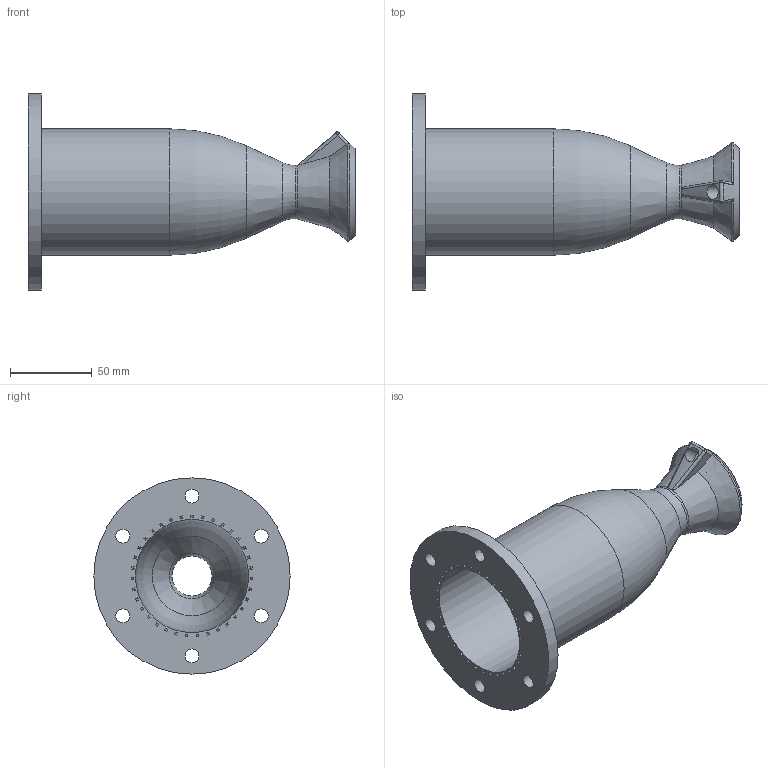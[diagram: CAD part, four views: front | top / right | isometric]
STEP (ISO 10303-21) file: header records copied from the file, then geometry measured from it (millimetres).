
FILE_DESCRIPTION(/* description */ ('STEP AP242','CAx-IF Rec.Pracs.---Representation and Presentation of Product Manufacturing Information (PMI)---4.0---2014-10-13','CAx-IF Rec.Pracs.---3D Tessellated Geometry---0.4---2014-09-14','2;1'),/* implementation_level */ '2;1');
FILE_NAME(/* name */ 'Part Studio 1 - Part 1',/* time_stamp */ '2025-10-28T03:49:24Z',/* author */ (''),/* organization */ (''),/* preprocessor_version */ 'ST-DEVELOPER v20',/* originating_system */ 'ONSHAPE BY PTC INC, 1.205',/* authorisation */ ' ');
FILE_SCHEMA (('AP242_MANAGED_MODEL_BASED_3D_ENGINEERING_MIM_LF { 1 0 10303 442 1 1 4 }'));
Length unit declared in the file: metre
Products named in the file (1): Part 1
Bounding box: 200.41 x 120 x 120 mm (x, y, z)
Volume: 191814.6 mm3; surface area: 140734.7 mm2
Topology: 1 solids, 1 shells, 499 faces, 1332 edges, 833 vertices
Faces by surface type: plane 250, bspline 144, cone 82, torus 11, cylinder 10, sphere 2
Full cylindrical faces by diameter (mm): 8.5 x6, 9 x1, 69.26 x1, 77.26 x1, 120 x1
Entity records: 42286 total; most frequent: CARTESIAN_POINT 31016, ORIENTED_EDGE 2586, DIRECTION 1753, EDGE_CURVE 1293, VERTEX_POINT 824, LINE 809, VECTOR 809, EDGE_LOOP 611
